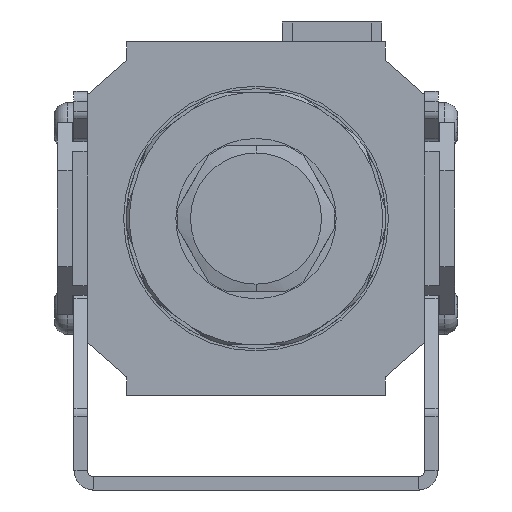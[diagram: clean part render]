
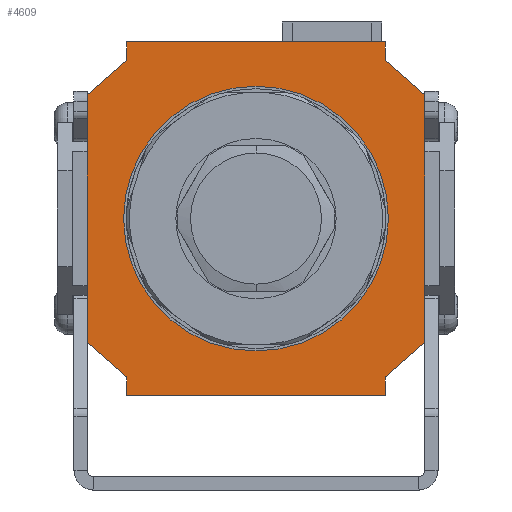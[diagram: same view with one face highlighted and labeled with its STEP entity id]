
A CAD part, front view. The second image highlights one B-rep face of the part: STEP entity #4609.
In plain terms, the highlighted planar face has unit normal (0, -1, 0).
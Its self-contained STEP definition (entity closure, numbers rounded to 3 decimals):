
#23 = DIRECTION ( 'NONE',  ( 0., 0., 1. ) ) ;
#84 = LINE ( 'NONE', #2644, #7323 ) ;
#143 = VERTEX_POINT ( 'NONE', #6312 ) ;
#402 = ORIENTED_EDGE ( 'NONE', *, *, #8649, .F. ) ;
#455 = LINE ( 'NONE', #9839, #10616 ) ;
#585 = DIRECTION ( 'NONE',  ( 0., 0., 1. ) ) ;
#959 = DIRECTION ( 'NONE',  ( 0., 0., 1. ) ) ;
#987 = CARTESIAN_POINT ( 'NONE',  ( 25.5, -21., 26.7 ) ) ;
#1115 = EDGE_CURVE ( 'NONE', #11916, #8441, #3984, .T. ) ;
#1178 = ORIENTED_EDGE ( 'NONE', *, *, #10174, .F. ) ;
#1297 = LINE ( 'NONE', #6350, #6884 ) ;
#1340 = ORIENTED_EDGE ( 'NONE', *, *, #1115, .F. ) ;
#1417 = VECTOR ( 'NONE', #9287, 1000. ) ;
#1816 = VERTEX_POINT ( 'NONE', #6667 ) ;
#1990 = DIRECTION ( 'NONE',  ( 0.755, 0., 0.656 ) ) ;
#2168 = VERTEX_POINT ( 'NONE', #8687 ) ;
#2496 = PLANE ( 'NONE',  #7490 ) ;
#2644 = CARTESIAN_POINT ( 'NONE',  ( -25.5, -21., 18.7 ) ) ;
#2693 = FACE_OUTER_BOUND ( 'NONE', #3869, .T. ) ;
#2708 = VECTOR ( 'NONE', #1990, 1000. ) ;
#2828 = VERTEX_POINT ( 'NONE', #10612 ) ;
#2929 = DIRECTION ( 'NONE',  ( 0., 0., -1. ) ) ;
#3676 = CARTESIAN_POINT ( 'NONE',  ( -25.5, -21., -18.7 ) ) ;
#3865 = VERTEX_POINT ( 'NONE', #10967 ) ;
#3869 = EDGE_LOOP ( 'NONE', ( #1178, #4720, #9990, #10491, #10610, #402, #7790, #1340, #8325, #7926, #7540, #9582 ) ) ;
#3896 = DIRECTION ( 'NONE',  ( 1., 0., 0. ) ) ;
#3926 = DIRECTION ( 'NONE',  ( -1., 0., 0. ) ) ;
#3984 = LINE ( 'NONE', #7802, #8921 ) ;
#4004 = EDGE_CURVE ( 'NONE', #10636, #5384, #1297, .T. ) ;
#4423 = DIRECTION ( 'NONE',  ( 0., 0., -1. ) ) ;
#4539 = DIRECTION ( 'NONE',  ( -0.755, 0., -0.656 ) ) ;
#4578 = LINE ( 'NONE', #7118, #12694 ) ;
#4609 = ADVANCED_FACE ( 'NONE', ( #2693 ), #2496, .F. ) ;
#4671 = LINE ( 'NONE', #8298, #1417 ) ;
#4675 = EDGE_CURVE ( 'NONE', #5384, #3865, #84, .T. ) ;
#4720 = ORIENTED_EDGE ( 'NONE', *, *, #11516, .F. ) ;
#4736 = CARTESIAN_POINT ( 'NONE',  ( 19.5, -21., 26.7 ) ) ;
#4767 = LINE ( 'NONE', #12701, #12262 ) ;
#4815 = CARTESIAN_POINT ( 'NONE',  ( 19.5, -21., -23.916 ) ) ;
#4983 = CARTESIAN_POINT ( 'NONE',  ( 25.5, -21., -18.7 ) ) ;
#5132 = LINE ( 'NONE', #3676, #10369 ) ;
#5273 = LINE ( 'NONE', #7904, #7621 ) ;
#5384 = VERTEX_POINT ( 'NONE', #7329 ) ;
#5682 = EDGE_CURVE ( 'NONE', #2828, #8319, #4671, .T. ) ;
#5688 = LINE ( 'NONE', #987, #7991 ) ;
#6202 = VERTEX_POINT ( 'NONE', #9375 ) ;
#6312 = CARTESIAN_POINT ( 'NONE',  ( 19.5, -21., 23.916 ) ) ;
#6350 = CARTESIAN_POINT ( 'NONE',  ( -19.5, -21., 23.916 ) ) ;
#6475 = DIRECTION ( 'NONE',  ( 0., 1., 0. ) ) ;
#6662 = DIRECTION ( 'NONE',  ( -0.755, 0., 0.656 ) ) ;
#6667 = CARTESIAN_POINT ( 'NONE',  ( -25.5, -21., -18.7 ) ) ;
#6829 = EDGE_CURVE ( 'NONE', #143, #2828, #4578, .T. ) ;
#6884 = VECTOR ( 'NONE', #4423, 1000. ) ;
#7118 = CARTESIAN_POINT ( 'NONE',  ( 25.5, -21., 18.7 ) ) ;
#7323 = VECTOR ( 'NONE', #4539, 1000. ) ;
#7329 = CARTESIAN_POINT ( 'NONE',  ( -19.5, -21., 23.916 ) ) ;
#7487 = EDGE_CURVE ( 'NONE', #6202, #8319, #7964, .T. ) ;
#7490 = AXIS2_PLACEMENT_3D ( 'NONE', #12326, #6475, #585 ) ;
#7540 = ORIENTED_EDGE ( 'NONE', *, *, #5682, .F. ) ;
#7621 = VECTOR ( 'NONE', #23, 1000. ) ;
#7790 = ORIENTED_EDGE ( 'NONE', *, *, #9286, .F. ) ;
#7802 = CARTESIAN_POINT ( 'NONE',  ( 25.5, -21., -26.7 ) ) ;
#7904 = CARTESIAN_POINT ( 'NONE',  ( -19.5, -21., -23.916 ) ) ;
#7926 = ORIENTED_EDGE ( 'NONE', *, *, #7487, .T. ) ;
#7964 = LINE ( 'NONE', #11779, #2708 ) ;
#7991 = VECTOR ( 'NONE', #3896, 1000. ) ;
#8098 = DIRECTION ( 'NONE',  ( 0.755, 0., -0.656 ) ) ;
#8276 = CARTESIAN_POINT ( 'NONE',  ( -19.5, -21., -26.7 ) ) ;
#8298 = CARTESIAN_POINT ( 'NONE',  ( 25.5, -21., 26.7 ) ) ;
#8319 = VERTEX_POINT ( 'NONE', #4983 ) ;
#8325 = ORIENTED_EDGE ( 'NONE', *, *, #11900, .T. ) ;
#8441 = VERTEX_POINT ( 'NONE', #8276 ) ;
#8589 = VECTOR ( 'NONE', #10697, 1000. ) ;
#8649 = EDGE_CURVE ( 'NONE', #2168, #1816, #5132, .T. ) ;
#8687 = CARTESIAN_POINT ( 'NONE',  ( -19.5, -21., -23.916 ) ) ;
#8787 = CARTESIAN_POINT ( 'NONE',  ( 19.5, -21., -26.7 ) ) ;
#8921 = VECTOR ( 'NONE', #3926, 1000. ) ;
#9286 = EDGE_CURVE ( 'NONE', #8441, #2168, #5273, .T. ) ;
#9287 = DIRECTION ( 'NONE',  ( 0., 0., -1. ) ) ;
#9375 = CARTESIAN_POINT ( 'NONE',  ( 19.5, -21., -23.916 ) ) ;
#9582 = ORIENTED_EDGE ( 'NONE', *, *, #6829, .F. ) ;
#9839 = CARTESIAN_POINT ( 'NONE',  ( 19.5, -21., 23.916 ) ) ;
#9990 = ORIENTED_EDGE ( 'NONE', *, *, #4004, .T. ) ;
#10174 = EDGE_CURVE ( 'NONE', #11849, #143, #455, .T. ) ;
#10369 = VECTOR ( 'NONE', #6662, 1000. ) ;
#10491 = ORIENTED_EDGE ( 'NONE', *, *, #4675, .T. ) ;
#10610 = ORIENTED_EDGE ( 'NONE', *, *, #10670, .F. ) ;
#10612 = CARTESIAN_POINT ( 'NONE',  ( 25.5, -21., 18.7 ) ) ;
#10616 = VECTOR ( 'NONE', #2929, 1000. ) ;
#10636 = VERTEX_POINT ( 'NONE', #10709 ) ;
#10670 = EDGE_CURVE ( 'NONE', #1816, #3865, #4767, .T. ) ;
#10697 = DIRECTION ( 'NONE',  ( 0., 0., 1. ) ) ;
#10709 = CARTESIAN_POINT ( 'NONE',  ( -19.5, -21., 26.7 ) ) ;
#10967 = CARTESIAN_POINT ( 'NONE',  ( -25.5, -21., 18.7 ) ) ;
#11146 = LINE ( 'NONE', #4815, #8589 ) ;
#11516 = EDGE_CURVE ( 'NONE', #10636, #11849, #5688, .T. ) ;
#11779 = CARTESIAN_POINT ( 'NONE',  ( 25.5, -21., -18.7 ) ) ;
#11849 = VERTEX_POINT ( 'NONE', #4736 ) ;
#11900 = EDGE_CURVE ( 'NONE', #11916, #6202, #11146, .T. ) ;
#11916 = VERTEX_POINT ( 'NONE', #8787 ) ;
#12262 = VECTOR ( 'NONE', #959, 1000. ) ;
#12326 = CARTESIAN_POINT ( 'NONE',  ( 0., -21., 0. ) ) ;
#12694 = VECTOR ( 'NONE', #8098, 1000. ) ;
#12701 = CARTESIAN_POINT ( 'NONE',  ( -25.5, -21., 26.7 ) ) ;
